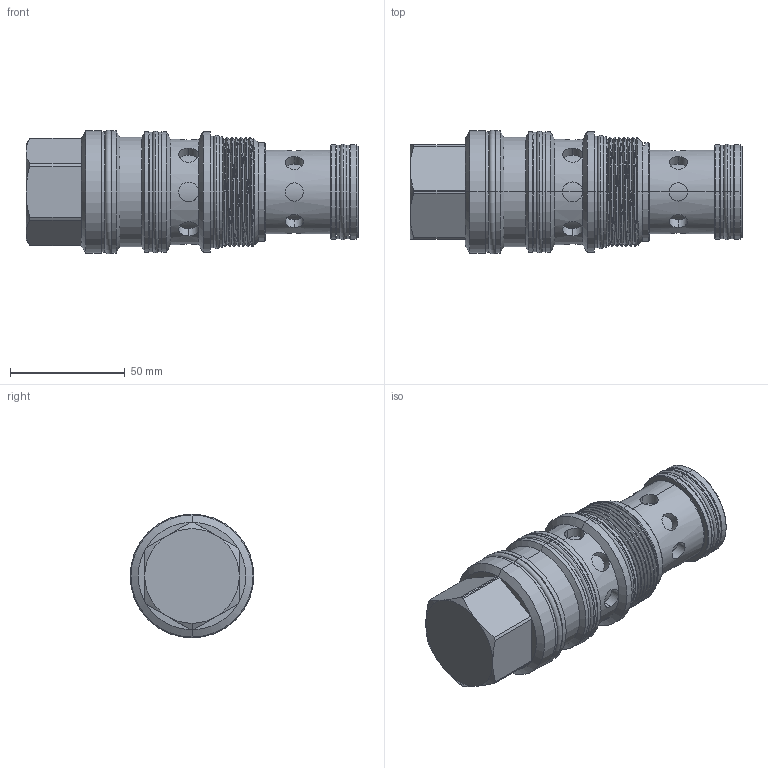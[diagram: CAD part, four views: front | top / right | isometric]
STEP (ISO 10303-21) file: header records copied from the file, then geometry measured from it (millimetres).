
FILE_DESCRIPTION (( 'STEP AP203' ), '1' );
FILE_NAME ('FP24A4C-N.STEP', '2016-05-20T06:50:22', ( '' ), ( '' ), 'SwSTEP 2.0', 'SolidWorks 2012', '' );
FILE_SCHEMA (( 'CONFIG_CONTROL_DESIGN' ));
Length unit declared in the file: millimetre
Products named in the file (1): FP24A4C-N
Bounding box: 144.53 x 53.84 x 53.84 mm (x, y, z)
Volume: 224524.6 mm3; surface area: 40886.8 mm2
Topology: 6 solids, 6 shells, 258 faces, 556 edges, 340 vertices
Faces by surface type: cylinder 141, plane 43, cone 43, torus 28, bspline 3
Entity records: 10806 total; most frequent: CARTESIAN_POINT 5208, DIRECTION 1186, ORIENTED_EDGE 1112, EDGE_CURVE 556, AXIS2_PLACEMENT_3D 505, VERTEX_POINT 340, EDGE_LOOP 296, ADVANCED_FACE 258
